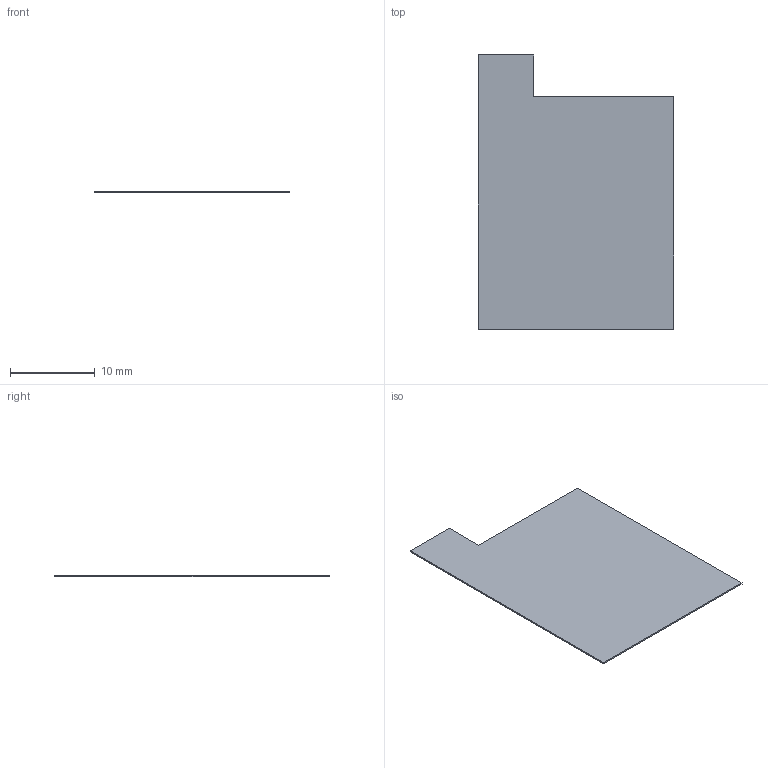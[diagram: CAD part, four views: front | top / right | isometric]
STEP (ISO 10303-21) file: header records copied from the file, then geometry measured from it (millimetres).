
FILE_DESCRIPTION((''),'2;1');
FILE_NAME('1462360011','2017-05-31T',('ghp'),(''),'PRO/ENGINEER BY PARAMETRIC TECHNOLOGY CORPORATION, 2012310','PRO/ENGINEER BY PARAMETRIC TECHNOLOGY CORPORATION, 2012310','');
FILE_SCHEMA(('CONFIG_CONTROL_DESIGN'));
Length unit declared in the file: millimetre
Products named in the file (1): 1462360011
Bounding box: 23 x 32.24 x 0.17 mm (x, y, z)
Volume: 112.2 mm3; surface area: 1339 mm2
Topology: 1 solids, 1 shells, 8 faces, 26 edges, 20 vertices
Faces by surface type: plane 8
Entity records: 319 total; most frequent: CARTESIAN_POINT 47, DIRECTION 44, ORIENTED_EDGE 36, VECTOR 26, LINE 26, EDGE_CURVE 18, VERTEX_POINT 12, AXIS2_PLACEMENT_3D 9
